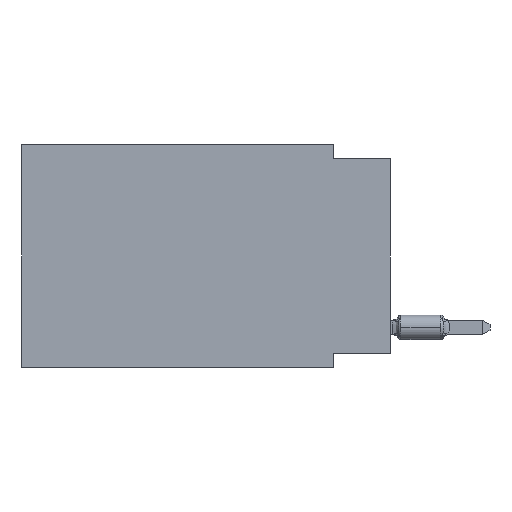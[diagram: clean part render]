
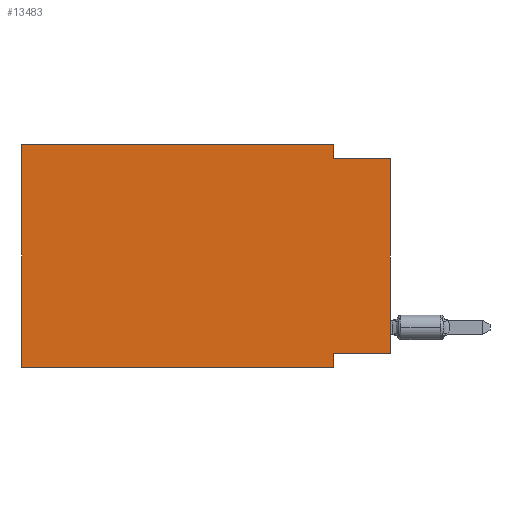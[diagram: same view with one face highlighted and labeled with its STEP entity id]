
A CAD part, left-side view. The second image highlights one B-rep face of the part: STEP entity #13483.
In plain terms, the highlighted planar face has unit normal (-1, 0, 0).
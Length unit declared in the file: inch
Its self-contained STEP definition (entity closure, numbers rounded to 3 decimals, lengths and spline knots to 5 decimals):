
#35 = VERTEX_POINT ( 'NONE', #7101 ) ;
#105 = LINE ( 'NONE', #14087, #13630 ) ;
#1595 = DIRECTION ( 'NONE',  ( 0., 0., -1. ) ) ;
#1841 = DIRECTION ( 'NONE',  ( 0., 1., 0. ) ) ;
#1910 = CARTESIAN_POINT ( 'NONE',  ( 0., 0., -0.025 ) ) ;
#2322 = ORIENTED_EDGE ( 'NONE', *, *, #7461, .F. ) ;
#2335 = DIRECTION ( 'NONE',  ( 0., 0., 1. ) ) ;
#2416 = DIRECTION ( 'NONE',  ( 0., 0., -1. ) ) ;
#2833 = VECTOR ( 'NONE', #2416, 39.37008 ) ;
#2917 = VERTEX_POINT ( 'NONE', #13775 ) ;
#3196 = LINE ( 'NONE', #7778, #6293 ) ;
#3318 = CARTESIAN_POINT ( 'NONE',  ( 0., 0.1, -0.365 ) ) ;
#3367 = EDGE_CURVE ( 'NONE', #12347, #5137, #105, .T. ) ;
#3369 = EDGE_CURVE ( 'NONE', #12347, #2917, #3196, .T. ) ;
#3407 = DIRECTION ( 'NONE',  ( 0., -1., 0. ) ) ;
#3728 = VERTEX_POINT ( 'NONE', #13163 ) ;
#3890 = DIRECTION ( 'NONE',  ( 0., 0., 1. ) ) ;
#4016 = ORIENTED_EDGE ( 'NONE', *, *, #12930, .F. ) ;
#4393 = VECTOR ( 'NONE', #8089, 39.37008 ) ;
#4409 = EDGE_CURVE ( 'NONE', #12643, #12700, #13722, .T. ) ;
#4550 = CARTESIAN_POINT ( 'NONE',  ( 0., 0.1, -0.39 ) ) ;
#4701 = CARTESIAN_POINT ( 'NONE',  ( 0., 0.1, 0. ) ) ;
#4770 = DIRECTION ( 'NONE',  ( 0., 0., -1. ) ) ;
#5137 = VERTEX_POINT ( 'NONE', #8240 ) ;
#5704 = LINE ( 'NONE', #4550, #2833 ) ;
#6134 = CARTESIAN_POINT ( 'NONE',  ( 0., 0., -0.365 ) ) ;
#6237 = FACE_OUTER_BOUND ( 'NONE', #11571, .T. ) ;
#6293 = VECTOR ( 'NONE', #2335, 39.37008 ) ;
#6346 = LINE ( 'NONE', #6134, #8796 ) ;
#6919 = LINE ( 'NONE', #4701, #11076 ) ;
#7101 = CARTESIAN_POINT ( 'NONE',  ( 0., 0.1, -0.025 ) ) ;
#7181 = CARTESIAN_POINT ( 'NONE',  ( 0., 0., 0. ) ) ;
#7379 = DIRECTION ( 'NONE',  ( 1., 0., 0. ) ) ;
#7461 = EDGE_CURVE ( 'NONE', #2917, #3728, #11321, .T. ) ;
#7778 = CARTESIAN_POINT ( 'NONE',  ( 0., 0.645, 0. ) ) ;
#8089 = DIRECTION ( 'NONE',  ( 0., -1., 0. ) ) ;
#8240 = CARTESIAN_POINT ( 'NONE',  ( 0., 0.1, -0.39 ) ) ;
#8250 = ORIENTED_EDGE ( 'NONE', *, *, #3367, .T. ) ;
#8376 = ORIENTED_EDGE ( 'NONE', *, *, #11449, .F. ) ;
#8428 = CARTESIAN_POINT ( 'NONE',  ( 0., 0., -0.025 ) ) ;
#8456 = VECTOR ( 'NONE', #3890, 39.37008 ) ;
#8757 = ORIENTED_EDGE ( 'NONE', *, *, #11684, .F. ) ;
#8796 = VECTOR ( 'NONE', #1841, 39.37008 ) ;
#9087 = EDGE_CURVE ( 'NONE', #35, #12700, #12859, .T. ) ;
#9550 = PLANE ( 'NONE',  #10850 ) ;
#9806 = VECTOR ( 'NONE', #10778, 39.37008 ) ;
#10489 = CARTESIAN_POINT ( 'NONE',  ( 0., 0.645, -0.39 ) ) ;
#10778 = DIRECTION ( 'NONE',  ( 0., -1., 0. ) ) ;
#10850 = AXIS2_PLACEMENT_3D ( 'NONE', #12839, #7379, #1595 ) ;
#11076 = VECTOR ( 'NONE', #4770, 39.37008 ) ;
#11321 = LINE ( 'NONE', #13681, #4393 ) ;
#11330 = ORIENTED_EDGE ( 'NONE', *, *, #9087, .F. ) ;
#11449 = EDGE_CURVE ( 'NONE', #12643, #13252, #6346, .T. ) ;
#11571 = EDGE_LOOP ( 'NONE', ( #12765, #11330, #4016, #2322, #13917, #8250, #8757, #8376 ) ) ;
#11684 = EDGE_CURVE ( 'NONE', #13252, #5137, #5704, .T. ) ;
#11798 = CARTESIAN_POINT ( 'NONE',  ( 0., 0., -0.365 ) ) ;
#12347 = VERTEX_POINT ( 'NONE', #10489 ) ;
#12643 = VERTEX_POINT ( 'NONE', #11798 ) ;
#12700 = VERTEX_POINT ( 'NONE', #1910 ) ;
#12765 = ORIENTED_EDGE ( 'NONE', *, *, #4409, .T. ) ;
#12839 = CARTESIAN_POINT ( 'NONE',  ( 0., 0.645, 0. ) ) ;
#12859 = LINE ( 'NONE', #8428, #9806 ) ;
#12930 = EDGE_CURVE ( 'NONE', #3728, #35, #6919, .T. ) ;
#13163 = CARTESIAN_POINT ( 'NONE',  ( 0., 0.1, 0. ) ) ;
#13252 = VERTEX_POINT ( 'NONE', #3318 ) ;
#13483 = ADVANCED_FACE ( 'NONE', ( #6237 ), #9550, .F. ) ;
#13630 = VECTOR ( 'NONE', #3407, 39.37008 ) ;
#13681 = CARTESIAN_POINT ( 'NONE',  ( 0., 0.645, 0. ) ) ;
#13722 = LINE ( 'NONE', #7181, #8456 ) ;
#13775 = CARTESIAN_POINT ( 'NONE',  ( 0., 0.645, 0. ) ) ;
#13917 = ORIENTED_EDGE ( 'NONE', *, *, #3369, .F. ) ;
#14087 = CARTESIAN_POINT ( 'NONE',  ( 0., 0.645, -0.39 ) ) ;
